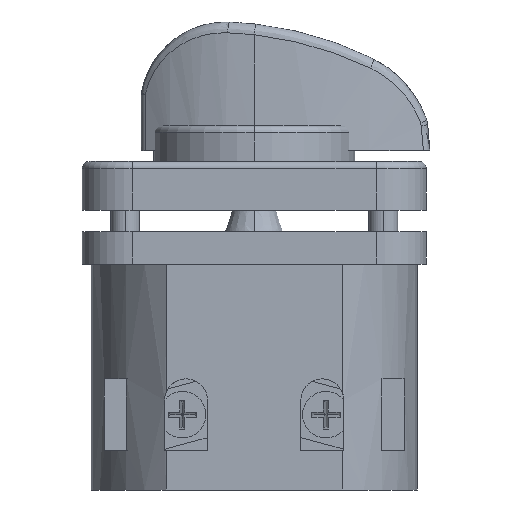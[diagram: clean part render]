
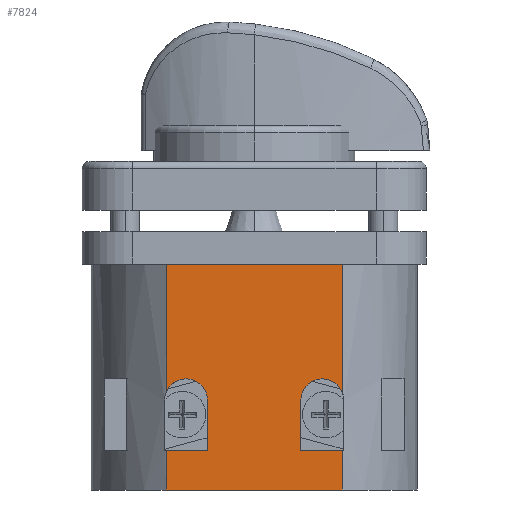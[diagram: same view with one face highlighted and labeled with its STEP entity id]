
A CAD part, left-side view. The second image highlights one B-rep face of the part: STEP entity #7824.
In plain terms, the highlighted planar face has unit normal (-1, 0, 0).
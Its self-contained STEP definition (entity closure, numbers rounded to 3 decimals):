
#18 = ORIENTED_EDGE ( 'NONE', *, *, #1727, .F. ) ;
#29 = ORIENTED_EDGE ( 'NONE', *, *, #8343, .T. ) ;
#35 = DIRECTION ( 'NONE',  ( 0., 0., -1. ) ) ;
#73 = VERTEX_POINT ( 'NONE', #9895 ) ;
#127 = VERTEX_POINT ( 'NONE', #9741 ) ;
#147 = AXIS2_PLACEMENT_3D ( 'NONE', #1796, #7223, #2589 ) ;
#296 = VECTOR ( 'NONE', #5515, 1000. ) ;
#300 = LINE ( 'NONE', #778, #296 ) ;
#344 = EDGE_CURVE ( 'NONE', #829, #6044, #1515, .T. ) ;
#697 = VERTEX_POINT ( 'NONE', #6138 ) ;
#778 = CARTESIAN_POINT ( 'NONE',  ( -19.15, -12.5, -30.5 ) ) ;
#829 = VERTEX_POINT ( 'NONE', #3322 ) ;
#879 = EDGE_CURVE ( 'NONE', #6044, #6559, #5103, .T. ) ;
#942 = DIRECTION ( 'NONE',  ( 0., 0., 1. ) ) ;
#946 = VERTEX_POINT ( 'NONE', #3279 ) ;
#961 = CARTESIAN_POINT ( 'NONE',  ( -19.15, 12.282, -4.5 ) ) ;
#1008 = AXIS2_PLACEMENT_3D ( 'NONE', #9257, #4807, #35 ) ;
#1038 = VERTEX_POINT ( 'NONE', #8690 ) ;
#1074 = CARTESIAN_POINT ( 'NONE',  ( -19.15, 12.282, -36. ) ) ;
#1515 = CIRCLE ( 'NONE', #147, 3. ) ;
#1628 = VERTEX_POINT ( 'NONE', #5237 ) ;
#1727 = EDGE_CURVE ( 'NONE', #8994, #829, #9460, .T. ) ;
#1734 = ORIENTED_EDGE ( 'NONE', *, *, #6292, .F. ) ;
#1767 = VECTOR ( 'NONE', #6563, 1000. ) ;
#1796 = CARTESIAN_POINT ( 'NONE',  ( -19.15, -9.5, -23.5 ) ) ;
#1857 = LINE ( 'NONE', #8371, #6248 ) ;
#1893 = LINE ( 'NONE', #1074, #1767 ) ;
#1953 = VERTEX_POINT ( 'NONE', #3606 ) ;
#2075 = ORIENTED_EDGE ( 'NONE', *, *, #3465, .F. ) ;
#2094 = EDGE_CURVE ( 'NONE', #1628, #73, #7898, .T. ) ;
#2125 = CIRCLE ( 'NONE', #1008, 3. ) ;
#2189 = VECTOR ( 'NONE', #8291, 1000. ) ;
#2229 = LINE ( 'NONE', #3764, #2189 ) ;
#2241 = CARTESIAN_POINT ( 'NONE',  ( -19.15, -9.5, -23.5 ) ) ;
#2277 = CARTESIAN_POINT ( 'NONE',  ( -19.15, -6.5, -30.5 ) ) ;
#2452 = ORIENTED_EDGE ( 'NONE', *, *, #5505, .T. ) ;
#2489 = EDGE_CURVE ( 'NONE', #1038, #1953, #6628, .T. ) ;
#2589 = DIRECTION ( 'NONE',  ( 0., 0., -1. ) ) ;
#3061 = DIRECTION ( 'NONE',  ( 0., 0., -1. ) ) ;
#3096 = EDGE_CURVE ( 'NONE', #1953, #946, #4498, .T. ) ;
#3148 = VECTOR ( 'NONE', #4559, 1000. ) ;
#3159 = LINE ( 'NONE', #9733, #3148 ) ;
#3279 = CARTESIAN_POINT ( 'NONE',  ( -19.15, 12.282, -30.5 ) ) ;
#3322 = CARTESIAN_POINT ( 'NONE',  ( -19.15, -9.5, -20.5 ) ) ;
#3379 = ORIENTED_EDGE ( 'NONE', *, *, #2489, .T. ) ;
#3465 = EDGE_CURVE ( 'NONE', #697, #946, #3159, .T. ) ;
#3606 = CARTESIAN_POINT ( 'NONE',  ( -19.15, 6.5, -30.5 ) ) ;
#3609 = DIRECTION ( 'NONE',  ( 1., 0., 0. ) ) ;
#3702 = EDGE_CURVE ( 'NONE', #6569, #1038, #2125, .T. ) ;
#3764 = CARTESIAN_POINT ( 'NONE',  ( -19.15, -12.282, -36. ) ) ;
#3828 = EDGE_CURVE ( 'NONE', #697, #8170, #1893, .T. ) ;
#3836 = FACE_OUTER_BOUND ( 'NONE', #4900, .T. ) ;
#3842 = ORIENTED_EDGE ( 'NONE', *, *, #4423, .T. ) ;
#3919 = CARTESIAN_POINT ( 'NONE',  ( -19.15, -12.282, -22.377 ) ) ;
#4276 = CARTESIAN_POINT ( 'NONE',  ( -19.15, -12.282, -36. ) ) ;
#4423 = EDGE_CURVE ( 'NONE', #8170, #6690, #1857, .T. ) ;
#4452 = ORIENTED_EDGE ( 'NONE', *, *, #9057, .F. ) ;
#4478 = VECTOR ( 'NONE', #6200, 1000. ) ;
#4498 = LINE ( 'NONE', #6982, #4478 ) ;
#4559 = DIRECTION ( 'NONE',  ( 0., 0., 1. ) ) ;
#4583 = DIRECTION ( 'NONE',  ( -1., 0., 0. ) ) ;
#4626 = CARTESIAN_POINT ( 'NONE',  ( -19.15, 9.5, -20.5 ) ) ;
#4627 = DIRECTION ( 'NONE',  ( 0., 0., 1. ) ) ;
#4807 = DIRECTION ( 'NONE',  ( 1., 0., 0. ) ) ;
#4900 = EDGE_LOOP ( 'NONE', ( #4452, #6189, #6847, #18, #29, #8360, #1734, #2452, #9843, #3379, #6431, #2075, #5027, #3842 ) ) ;
#4924 = DIRECTION ( 'NONE',  ( 0., -1., 0. ) ) ;
#5027 = ORIENTED_EDGE ( 'NONE', *, *, #3828, .T. ) ;
#5090 = CIRCLE ( 'NONE', #7969, 3. ) ;
#5103 = LINE ( 'NONE', #9356, #8609 ) ;
#5237 = CARTESIAN_POINT ( 'NONE',  ( -19.15, 12.282, -4.5 ) ) ;
#5505 = EDGE_CURVE ( 'NONE', #127, #6569, #5090, .T. ) ;
#5515 = DIRECTION ( 'NONE',  ( 0., -1., 0. ) ) ;
#5662 = CARTESIAN_POINT ( 'NONE',  ( -19.15, 12.282, -36. ) ) ;
#6044 = VERTEX_POINT ( 'NONE', #9052 ) ;
#6138 = CARTESIAN_POINT ( 'NONE',  ( -19.15, 12.282, -36. ) ) ;
#6162 = CARTESIAN_POINT ( 'NONE',  ( -19.15, -12.282, -30.5 ) ) ;
#6189 = ORIENTED_EDGE ( 'NONE', *, *, #879, .F. ) ;
#6200 = DIRECTION ( 'NONE',  ( 0., 1., 0. ) ) ;
#6248 = VECTOR ( 'NONE', #4627, 1000. ) ;
#6292 = EDGE_CURVE ( 'NONE', #127, #1628, #7339, .T. ) ;
#6431 = ORIENTED_EDGE ( 'NONE', *, *, #3096, .T. ) ;
#6509 = VECTOR ( 'NONE', #9894, 1000. ) ;
#6559 = VERTEX_POINT ( 'NONE', #2277 ) ;
#6563 = DIRECTION ( 'NONE',  ( 0., -1., 0. ) ) ;
#6569 = VERTEX_POINT ( 'NONE', #4626 ) ;
#6628 = LINE ( 'NONE', #9199, #6509 ) ;
#6690 = VERTEX_POINT ( 'NONE', #6162 ) ;
#6847 = ORIENTED_EDGE ( 'NONE', *, *, #344, .F. ) ;
#6982 = CARTESIAN_POINT ( 'NONE',  ( -19.15, 12.5, -30.5 ) ) ;
#7223 = DIRECTION ( 'NONE',  ( -1., 0., 0. ) ) ;
#7339 = LINE ( 'NONE', #5662, #7386 ) ;
#7386 = VECTOR ( 'NONE', #942, 1000. ) ;
#7621 = CARTESIAN_POINT ( 'NONE',  ( -19.15, 12.282, -36. ) ) ;
#7665 = DIRECTION ( 'NONE',  ( -1., 0., 0. ) ) ;
#7739 = AXIS2_PLACEMENT_3D ( 'NONE', #7621, #4583, #9754 ) ;
#7815 = VECTOR ( 'NONE', #4924, 1000. ) ;
#7824 = ADVANCED_FACE ( 'NONE', ( #3836 ), #9061, .T. ) ;
#7898 = LINE ( 'NONE', #961, #7815 ) ;
#7959 = AXIS2_PLACEMENT_3D ( 'NONE', #2241, #7665, #3061 ) ;
#7969 = AXIS2_PLACEMENT_3D ( 'NONE', #8138, #3609, #8862 ) ;
#8138 = CARTESIAN_POINT ( 'NONE',  ( -19.15, 9.5, -23.5 ) ) ;
#8170 = VERTEX_POINT ( 'NONE', #4276 ) ;
#8291 = DIRECTION ( 'NONE',  ( 0., 0., 1. ) ) ;
#8343 = EDGE_CURVE ( 'NONE', #8994, #73, #2229, .T. ) ;
#8360 = ORIENTED_EDGE ( 'NONE', *, *, #2094, .F. ) ;
#8371 = CARTESIAN_POINT ( 'NONE',  ( -19.15, -12.282, -36. ) ) ;
#8609 = VECTOR ( 'NONE', #9216, 1000. ) ;
#8690 = CARTESIAN_POINT ( 'NONE',  ( -19.15, 6.5, -23.5 ) ) ;
#8862 = DIRECTION ( 'NONE',  ( 0., 0., -1. ) ) ;
#8994 = VERTEX_POINT ( 'NONE', #3919 ) ;
#9052 = CARTESIAN_POINT ( 'NONE',  ( -19.15, -6.5, -23.5 ) ) ;
#9057 = EDGE_CURVE ( 'NONE', #6559, #6690, #300, .T. ) ;
#9061 = PLANE ( 'NONE',  #7739 ) ;
#9199 = CARTESIAN_POINT ( 'NONE',  ( -19.15, 6.5, -30.5 ) ) ;
#9216 = DIRECTION ( 'NONE',  ( 0., 0., -1. ) ) ;
#9257 = CARTESIAN_POINT ( 'NONE',  ( -19.15, 9.5, -23.5 ) ) ;
#9356 = CARTESIAN_POINT ( 'NONE',  ( -19.15, -6.5, -30.5 ) ) ;
#9460 = CIRCLE ( 'NONE', #7959, 3. ) ;
#9733 = CARTESIAN_POINT ( 'NONE',  ( -19.15, 12.282, -36. ) ) ;
#9741 = CARTESIAN_POINT ( 'NONE',  ( -19.15, 12.282, -22.377 ) ) ;
#9754 = DIRECTION ( 'NONE',  ( 0., 0., 1. ) ) ;
#9843 = ORIENTED_EDGE ( 'NONE', *, *, #3702, .T. ) ;
#9894 = DIRECTION ( 'NONE',  ( 0., 0., -1. ) ) ;
#9895 = CARTESIAN_POINT ( 'NONE',  ( -19.15, -12.282, -4.5 ) ) ;
